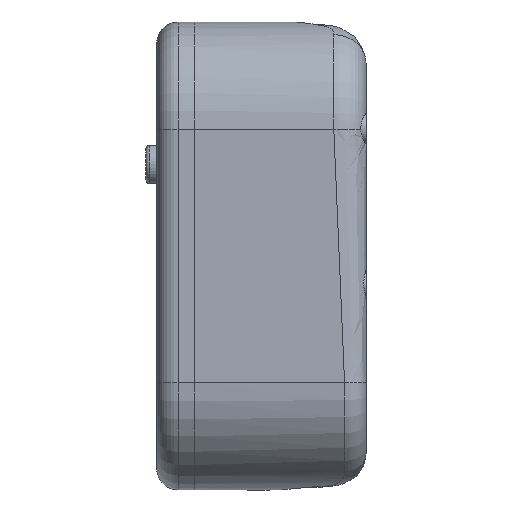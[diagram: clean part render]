
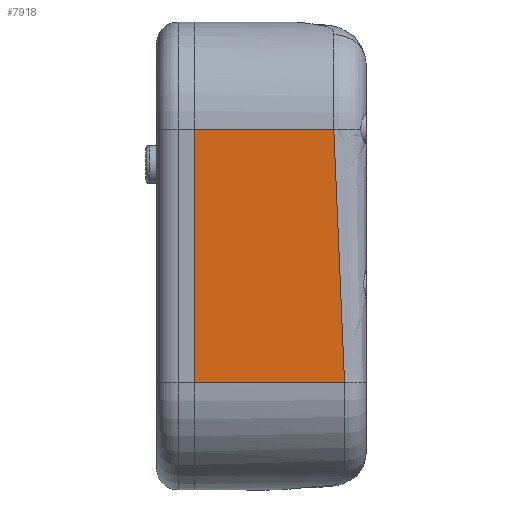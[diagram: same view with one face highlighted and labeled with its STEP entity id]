
A CAD part, left-side view. The second image highlights one B-rep face of the part: STEP entity #7918.
In plain terms, the highlighted planar face has unit normal (-1, 0, 0).
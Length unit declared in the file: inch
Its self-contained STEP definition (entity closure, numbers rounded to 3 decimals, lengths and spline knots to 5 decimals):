
#99 = VERTEX_POINT ( 'NONE', #13089 ) ;
#118 = ORIENTED_EDGE ( 'NONE', *, *, #4772, .T. ) ;
#1086 = DIRECTION ( 'NONE',  ( 0., 1., 0. ) ) ;
#1934 = LINE ( 'NONE', #17402, #14101 ) ;
#2345 = DIRECTION ( 'NONE',  ( -1., 0., 0. ) ) ;
#2391 = ORIENTED_EDGE ( 'NONE', *, *, #2402, .T. ) ;
#2402 = EDGE_CURVE ( 'NONE', #13643, #99, #13379, .T. ) ;
#2547 = LINE ( 'NONE', #17467, #7208 ) ;
#2810 = ORIENTED_EDGE ( 'NONE', *, *, #15092, .F. ) ;
#3591 = EDGE_LOOP ( 'NONE', ( #2810, #2391, #118, #16498 ) ) ;
#4772 = EDGE_CURVE ( 'NONE', #99, #9830, #1934, .T. ) ;
#5450 = CARTESIAN_POINT ( 'NONE',  ( -8.1, 0.25, -0.60313 ) ) ;
#5488 = VECTOR ( 'NONE', #1086, 39.37008 ) ;
#5940 = CARTESIAN_POINT ( 'NONE',  ( -8.1, -1.15, -2.96375 ) ) ;
#6303 = AXIS2_PLACEMENT_3D ( 'NONE', #16249, #2345, #6493 ) ;
#6493 = DIRECTION ( 'NONE',  ( 0., 0., 1. ) ) ;
#6539 = EDGE_CURVE ( 'NONE', #7260, #9830, #2547, .T. ) ;
#7208 = VECTOR ( 'NONE', #13125, 39.37008 ) ;
#7260 = VERTEX_POINT ( 'NONE', #16331 ) ;
#7793 = CARTESIAN_POINT ( 'NONE',  ( -8.1, -1.15, -2.96375 ) ) ;
#7918 = ADVANCED_FACE ( 'NONE', ( #12559 ), #16307, .T. ) ;
#9830 = VERTEX_POINT ( 'NONE', #5450 ) ;
#12559 = FACE_OUTER_BOUND ( 'NONE', #3591, .T. ) ;
#12808 = CARTESIAN_POINT ( 'NONE',  ( -8.1, -1.05, -1.39 ) ) ;
#13089 = CARTESIAN_POINT ( 'NONE',  ( -8.1, -1.05, -0.60313 ) ) ;
#13125 = DIRECTION ( 'NONE',  ( 0., 0., 1. ) ) ;
#13379 = B_SPLINE_CURVE_WITH_KNOTS ( 'NONE', 3,
 ( #5940, #14305, #12808, #15730 ),
 .UNSPECIFIED., .F., .F.,
 ( 4, 4 ),
 ( 0., 0.05996 ),
 .UNSPECIFIED. ) ;
#13643 = VERTEX_POINT ( 'NONE', #7793 ) ;
#14101 = VECTOR ( 'NONE', #17713, 39.37008 ) ;
#14305 = CARTESIAN_POINT ( 'NONE',  ( -8.1, -1.15, -2.17688 ) ) ;
#15092 = EDGE_CURVE ( 'NONE', #13643, #7260, #16049, .T. ) ;
#15302 = CARTESIAN_POINT ( 'NONE',  ( -8.1, -0.6, -2.96375 ) ) ;
#15730 = CARTESIAN_POINT ( 'NONE',  ( -8.1, -1.05, -0.60313 ) ) ;
#16049 = LINE ( 'NONE', #15302, #5488 ) ;
#16249 = CARTESIAN_POINT ( 'NONE',  ( -8.1, -0.6, -2.96375 ) ) ;
#16307 = PLANE ( 'NONE',  #6303 ) ;
#16331 = CARTESIAN_POINT ( 'NONE',  ( -8.1, 0.25, -2.96375 ) ) ;
#16498 = ORIENTED_EDGE ( 'NONE', *, *, #6539, .F. ) ;
#17402 = CARTESIAN_POINT ( 'NONE',  ( -8.1, -0.6, -0.60313 ) ) ;
#17467 = CARTESIAN_POINT ( 'NONE',  ( -8.1, 0.25, -2.96375 ) ) ;
#17713 = DIRECTION ( 'NONE',  ( 0., 1., 0. ) ) ;
